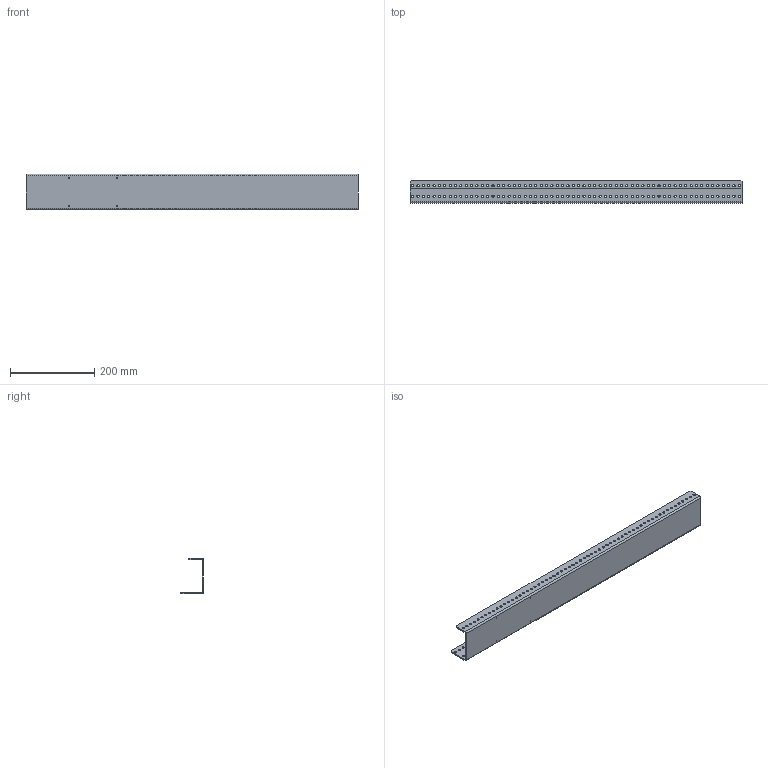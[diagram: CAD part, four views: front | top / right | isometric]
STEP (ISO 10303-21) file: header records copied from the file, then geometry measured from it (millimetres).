
FILE_DESCRIPTION(/* description */ (''),/* implementation_level */ '2;1');
FILE_NAME(/* name */ 'am-2953 AM14U2 End Sheet Wide.ipt.step',/* time_stamp */ '2015-01-02T19:12:29-08:00',/* author */ ('Autodesk Inc.'),/* organization */ (''),/* preprocessor_version */ 'ST-DEVELOPER v15.6',/* originating_system */ 'Autodesk Inventor 2015',/* authorisation */ '');
FILE_SCHEMA (('AUTOMOTIVE_DESIGN { 1 0 10303 214 3 1 1 }'));
Length unit declared in the file: inch
Products named in the file (1): am-2953 AM14U2 End Sheet Wide
Bounding box: 787.4 x 53.98 x 84.58 mm (x, y, z)
Volume: 399462.4 mm3; surface area: 267652.1 mm2
Topology: 1 solids, 1 shells, 216 faces, 626 edges, 412 vertices
Faces by surface type: cylinder 194, plane 22
Full cylindrical faces by diameter (mm): 2.54 x4, 5.334 x186
Entity records: 7173 total; most frequent: DIRECTION 1258, CARTESIAN_POINT 1065, ORIENTED_EDGE 872, EDGE_LOOP 786, AXIS2_PLACEMENT_3D 605, FACE_BOUND 570, EDGE_CURVE 436, VERTEX_POINT 412
